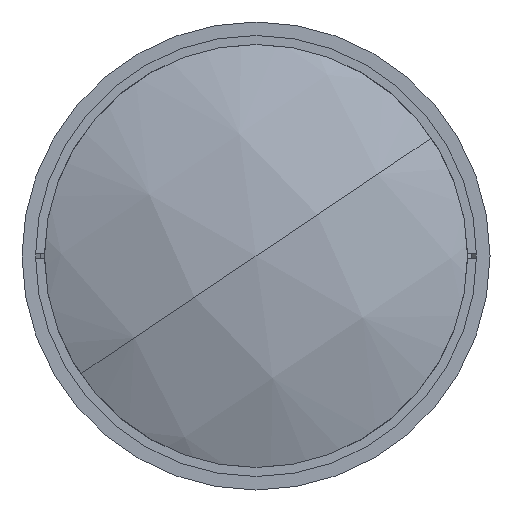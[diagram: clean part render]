
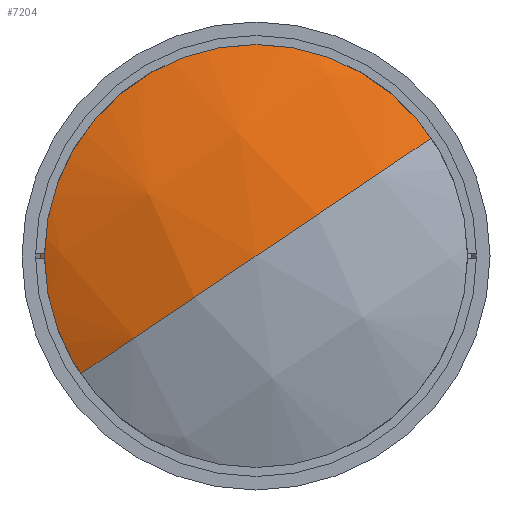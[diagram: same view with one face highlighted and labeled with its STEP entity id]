
A CAD part, left-side view. The second image highlights one B-rep face of the part: STEP entity #7204.
In plain terms, the highlighted spherical face has radius 114.92 mm.
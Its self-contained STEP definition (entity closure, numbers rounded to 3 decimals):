
#49 = DIRECTION ( 'NONE',  ( 0., 0.558, 0.83 ) ) ;
#110 = CARTESIAN_POINT ( 'NONE',  ( 12.504, 0., 0. ) ) ;
#162 = DIRECTION ( 'NONE',  ( -1., 0., 0. ) ) ;
#230 = VERTEX_POINT ( 'NONE', #5136 ) ;
#312 = CIRCLE ( 'NONE', #2622, 48. ) ;
#394 = DIRECTION ( 'NONE',  ( 0., 0.83, -0.558 ) ) ;
#927 = EDGE_CURVE ( 'NONE', #8435, #15348, #312, .T. ) ;
#1348 = CIRCLE ( 'NONE', #12928, 114.92 ) ;
#1598 = ORIENTED_EDGE ( 'NONE', *, *, #927, .T. ) ;
#1979 = EDGE_LOOP ( 'NONE', ( #1598, #6163, #7896 ) ) ;
#2262 = FACE_OUTER_BOUND ( 'NONE', #1979, .T. ) ;
#2436 = CARTESIAN_POINT ( 'NONE',  ( 12.504, -39.828, 26.79 ) ) ;
#2494 = CIRCLE ( 'NONE', #4011, 114.92 ) ;
#2622 = AXIS2_PLACEMENT_3D ( 'NONE', #110, #162, #49 ) ;
#4011 = AXIS2_PLACEMENT_3D ( 'NONE', #11934, #4548, #13168 ) ;
#4548 = DIRECTION ( 'NONE',  ( 0., 0.558, 0.83 ) ) ;
#5136 = CARTESIAN_POINT ( 'NONE',  ( 2., 0., 0. ) ) ;
#5709 = EDGE_CURVE ( 'NONE', #15348, #230, #2494, .T. ) ;
#6163 = ORIENTED_EDGE ( 'NONE', *, *, #5709, .T. ) ;
#6650 = CARTESIAN_POINT ( 'NONE',  ( 116.92, 0., 0. ) ) ;
#7204 = ADVANCED_FACE ( 'NONE', ( #2262 ), #10969, .T. ) ;
#7841 = DIRECTION ( 'NONE',  ( 0., -0.558, -0.83 ) ) ;
#7896 = ORIENTED_EDGE ( 'NONE', *, *, #12076, .F. ) ;
#8435 = VERTEX_POINT ( 'NONE', #2436 ) ;
#8909 = DIRECTION ( 'NONE',  ( 0., 0.558, 0.83 ) ) ;
#10969 = SPHERICAL_SURFACE ( 'NONE', #12177, 114.92 ) ;
#11934 = CARTESIAN_POINT ( 'NONE',  ( 116.92, 0., 0. ) ) ;
#12076 = EDGE_CURVE ( 'NONE', #8435, #230, #1348, .T. ) ;
#12177 = AXIS2_PLACEMENT_3D ( 'NONE', #6650, #8909, #15226 ) ;
#12928 = AXIS2_PLACEMENT_3D ( 'NONE', #15202, #7841, #394 ) ;
#13168 = DIRECTION ( 'NONE',  ( 0., -0.83, 0.558 ) ) ;
#15202 = CARTESIAN_POINT ( 'NONE',  ( 116.92, 0., 0. ) ) ;
#15226 = DIRECTION ( 'NONE',  ( 0., -0.83, 0.558 ) ) ;
#15348 = VERTEX_POINT ( 'NONE', #15643 ) ;
#15643 = CARTESIAN_POINT ( 'NONE',  ( 12.504, 39.828, -26.79 ) ) ;
